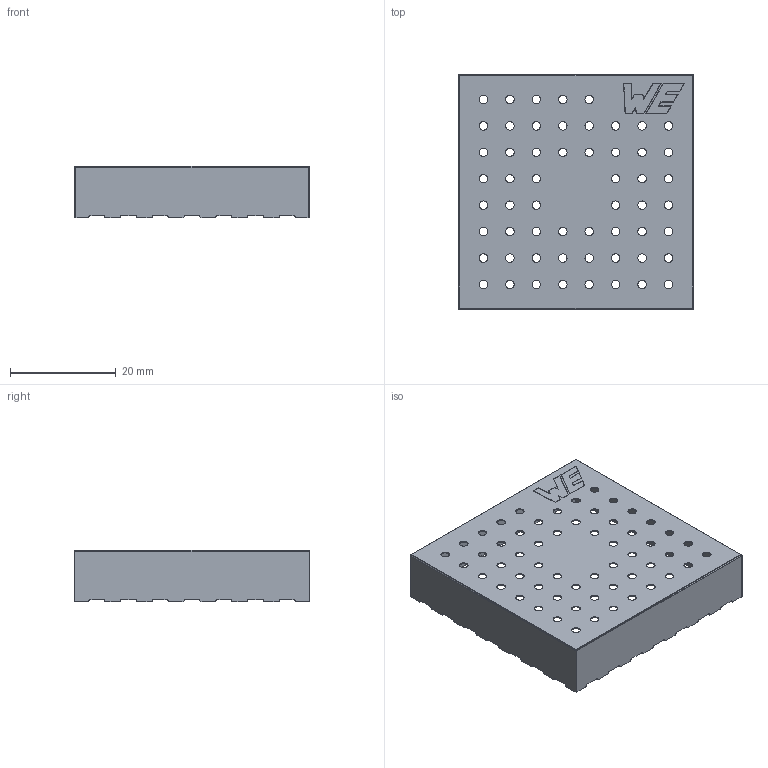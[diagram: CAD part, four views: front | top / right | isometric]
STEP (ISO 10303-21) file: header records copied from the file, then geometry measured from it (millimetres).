
FILE_DESCRIPTION(/* description */ ('Unknown'),/* implementation_level */ '2;1');
FILE_NAME(/* name */ 'H_Wurth_WE-SHC-ONE-PIECE_36907406S',/* time_stamp */ '2025-07-03T15:51:03+08:00',/* author */ ('Unknown'),/* organization */ ('Unknown'),/* preprocessor_version */ 'ST-DEVELOPER v19.4',/* originating_system */ 'Solid Edge',/* authorisation */ 'Unknown');
FILE_SCHEMA (('AUTOMOTIVE_DESIGN {1 0 10303 214 3 1 1}'));
Length unit declared in the file: millimetre
Products named in the file (1): H_Wurth_WE-SHC-ONE-PIECE_36907406S
Bounding box: 44.37 x 44.37 x 9.75 mm (x, y, z)
Volume: 698.8 mm3; surface area: 7103.2 mm2
Topology: 1 solids, 1 shells, 315 faces, 941 edges, 630 vertices
Faces by surface type: cylinder 177, plane 138
Full cylindrical faces by diameter (mm): 1.6 x57
Entity records: 10193 total; most frequent: DIRECTION 1813, CARTESIAN_POINT 1716, ORIENTED_EDGE 1654, EDGE_CURVE 827, AXIS2_PLACEMENT_3D 670, VERTEX_POINT 573, EDGE_LOOP 488, FACE_BOUND 488
